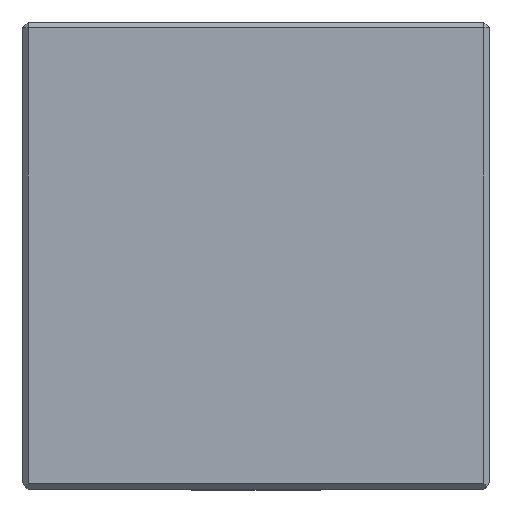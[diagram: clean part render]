
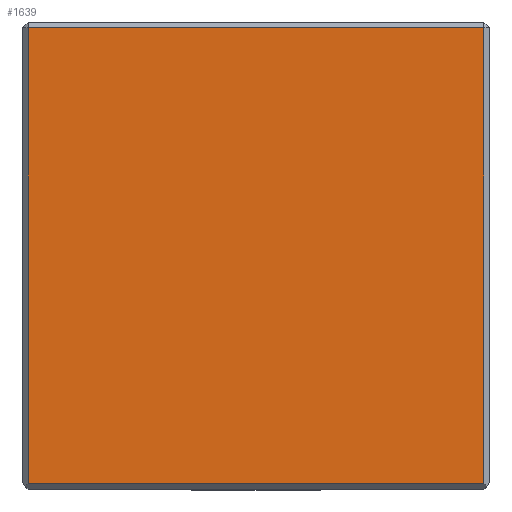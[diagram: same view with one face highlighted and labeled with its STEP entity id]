
A CAD part, top view. The second image highlights one B-rep face of the part: STEP entity #1639.
In plain terms, the highlighted planar face has unit normal (0, 0, 1).
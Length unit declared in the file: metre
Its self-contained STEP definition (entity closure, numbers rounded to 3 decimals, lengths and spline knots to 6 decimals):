
#36=ORIENTED_EDGE('',*,*,#496,.T.);
#37=ORIENTED_EDGE('',*,*,#497,.T.);
#38=ORIENTED_EDGE('',*,*,#498,.T.);
#39=ORIENTED_EDGE('',*,*,#499,.T.);
#496=EDGE_CURVE('',#726,#727,#869,.T.);
#497=EDGE_CURVE('',#727,#728,#870,.T.);
#498=EDGE_CURVE('',#728,#729,#871,.T.);
#499=EDGE_CURVE('',#729,#726,#872,.T.);
#726=VERTEX_POINT('',#2323);
#727=VERTEX_POINT('',#2324);
#728=VERTEX_POINT('',#2326);
#729=VERTEX_POINT('',#2328);
#869=LINE('',#2322,#1085);
#870=LINE('',#2325,#1086);
#871=LINE('',#2327,#1087);
#872=LINE('',#2329,#1088);
#1085=VECTOR('',#1874,1.);
#1086=VECTOR('',#1875,1.);
#1087=VECTOR('',#1876,1.);
#1088=VECTOR('',#1877,1.);
#1301=EDGE_LOOP('',(#36,#37,#38,#39));
#1423=FACE_BOUND('',#1301,.T.);
#1546=PLANE('',#1754);
#1639=ADVANCED_FACE('',(#1423),#1546,.T.);
#1754=AXIS2_PLACEMENT_3D('',#2321,#1872,#1873);
#1872=DIRECTION('',(0.,0.,1.));
#1873=DIRECTION('',(1.,0.,0.));
#1874=DIRECTION('',(-1.,0.,0.));
#1875=DIRECTION('',(0.,-1.,0.));
#1876=DIRECTION('',(1.,0.,0.));
#1877=DIRECTION('',(0.,1.,0.));
#2321=CARTESIAN_POINT('',(-0.006,0.001225,-0.026));
#2322=CARTESIAN_POINT('',(-0.006,0.000975,-0.026));
#2323=CARTESIAN_POINT('',(0.00375,0.000975,-0.026));
#2324=CARTESIAN_POINT('',(-0.01575,0.000975,-0.026));
#2325=CARTESIAN_POINT('',(-0.01575,0.001225,-0.026));
#2326=CARTESIAN_POINT('',(-0.01575,-0.018525,-0.026));
#2327=CARTESIAN_POINT('',(0.004,-0.018525,-0.026));
#2328=CARTESIAN_POINT('',(0.00375,-0.018525,-0.026));
#2329=CARTESIAN_POINT('',(0.00375,0.001225,-0.026));
